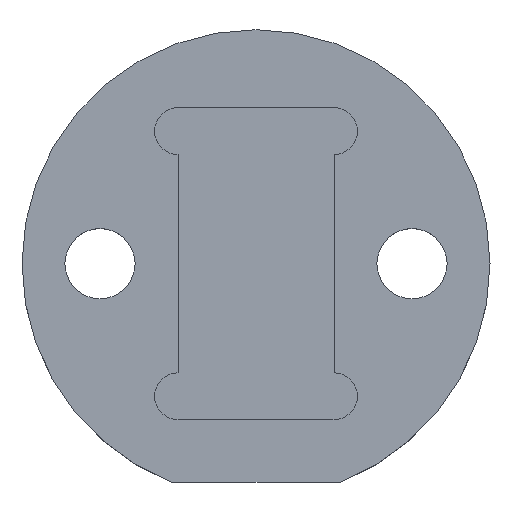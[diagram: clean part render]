
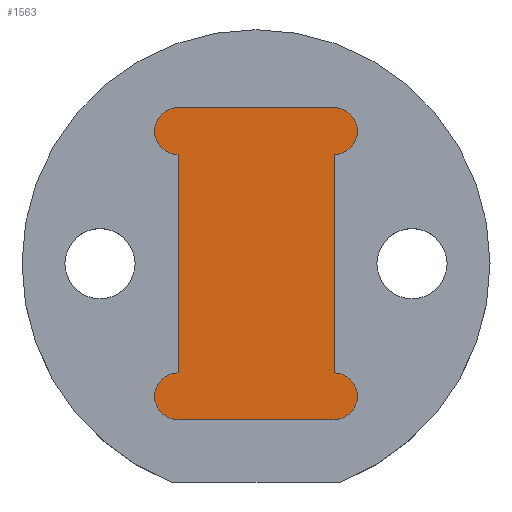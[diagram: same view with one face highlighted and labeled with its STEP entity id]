
A CAD part, top view. The second image highlights one B-rep face of the part: STEP entity #1563.
In plain terms, the highlighted planar face has unit normal (0, 0, 1).
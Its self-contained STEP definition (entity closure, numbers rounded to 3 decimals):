
#172 = DIRECTION ( 'NONE',  ( 0., 0., 1. ) ) ;
#229 = ORIENTED_EDGE ( 'NONE', *, *, #955, .T. ) ;
#261 = LINE ( 'NONE', #3246, #436 ) ;
#284 = DIRECTION ( 'NONE',  ( -1., 0., 0. ) ) ;
#293 = AXIS2_PLACEMENT_3D ( 'NONE', #2093, #3480, #738 ) ;
#346 = VERTEX_POINT ( 'NONE', #1224 ) ;
#429 = VERTEX_POINT ( 'NONE', #750 ) ;
#436 = VECTOR ( 'NONE', #284, 1000. ) ;
#455 = CIRCLE ( 'NONE', #293, 1.5 ) ;
#473 = ORIENTED_EDGE ( 'NONE', *, *, #3350, .T. ) ;
#476 = CIRCLE ( 'NONE', #3407, 1.5 ) ;
#477 = DIRECTION ( 'NONE',  ( 1., 0., 0. ) ) ;
#478 = DIRECTION ( 'NONE',  ( 1., 0., 0. ) ) ;
#501 = CARTESIAN_POINT ( 'NONE',  ( -4.166, 2.738, 8. ) ) ;
#507 = AXIS2_PLACEMENT_3D ( 'NONE', #2745, #2216, #3297 ) ;
#564 = VERTEX_POINT ( 'NONE', #2448 ) ;
#575 = EDGE_CURVE ( 'NONE', #2470, #2509, #261, .T. ) ;
#684 = EDGE_CURVE ( 'NONE', #744, #429, #1586, .T. ) ;
#715 = CARTESIAN_POINT ( 'NONE',  ( 5.834, 4.238, 8. ) ) ;
#738 = DIRECTION ( 'NONE',  ( 1., 0., 0. ) ) ;
#744 = VERTEX_POINT ( 'NONE', #3026 ) ;
#750 = CARTESIAN_POINT ( 'NONE',  ( 7.334, 4.238, 8. ) ) ;
#752 = CARTESIAN_POINT ( 'NONE',  ( -4.166, 4.238, 8. ) ) ;
#780 = ORIENTED_EDGE ( 'NONE', *, *, #3281, .T. ) ;
#822 = AXIS2_PLACEMENT_3D ( 'NONE', #3208, #2063, #477 ) ;
#890 = CARTESIAN_POINT ( 'NONE',  ( -4.166, 5.738, 8. ) ) ;
#955 = EDGE_CURVE ( 'NONE', #564, #1790, #3106, .T. ) ;
#973 = VECTOR ( 'NONE', #2393, 1000. ) ;
#987 = ORIENTED_EDGE ( 'NONE', *, *, #684, .T. ) ;
#1028 = CARTESIAN_POINT ( 'NONE',  ( 5.834, -11.262, 8. ) ) ;
#1143 = CARTESIAN_POINT ( 'NONE',  ( 5.834, -12.762, 8. ) ) ;
#1154 = CARTESIAN_POINT ( 'NONE',  ( 5.834, 5.738, 8. ) ) ;
#1209 = DIRECTION ( 'NONE',  ( 1., 0., 0. ) ) ;
#1224 = CARTESIAN_POINT ( 'NONE',  ( 7.334, -12.762, 8. ) ) ;
#1301 = VERTEX_POINT ( 'NONE', #1946 ) ;
#1325 = VERTEX_POINT ( 'NONE', #3360 ) ;
#1516 = PLANE ( 'NONE',  #822 ) ;
#1517 = CARTESIAN_POINT ( 'NONE',  ( -4.166, -12.762, 8. ) ) ;
#1540 = CARTESIAN_POINT ( 'NONE',  ( -4.166, -14.262, 8. ) ) ;
#1563 = ADVANCED_FACE ( 'NONE', ( #3416 ), #1516, .T. ) ;
#1586 = CIRCLE ( 'NONE', #507, 1.5 ) ;
#1600 = VECTOR ( 'NONE', #2237, 1000. ) ;
#1760 = DIRECTION ( 'NONE',  ( 0., 0., 1. ) ) ;
#1790 = VERTEX_POINT ( 'NONE', #2224 ) ;
#1865 = AXIS2_PLACEMENT_3D ( 'NONE', #715, #1760, #2048 ) ;
#1915 = EDGE_LOOP ( 'NONE', ( #2616, #3070, #780, #229, #473, #3162, #2725, #987, #2700, #3160 ) ) ;
#1938 = DIRECTION ( 'NONE',  ( 0., 0., 1. ) ) ;
#1946 = CARTESIAN_POINT ( 'NONE',  ( 5.834, -11.262, 8. ) ) ;
#2001 = EDGE_CURVE ( 'NONE', #429, #2470, #3322, .T. ) ;
#2048 = DIRECTION ( 'NONE',  ( 1., 0., 0. ) ) ;
#2063 = DIRECTION ( 'NONE',  ( 0., 0., 1. ) ) ;
#2093 = CARTESIAN_POINT ( 'NONE',  ( 5.834, -12.762, 8. ) ) ;
#2119 = EDGE_CURVE ( 'NONE', #2509, #2215, #476, .T. ) ;
#2215 = VERTEX_POINT ( 'NONE', #501 ) ;
#2216 = DIRECTION ( 'NONE',  ( 0., 0., 1. ) ) ;
#2224 = CARTESIAN_POINT ( 'NONE',  ( 5.834, -14.262, 8. ) ) ;
#2237 = DIRECTION ( 'NONE',  ( 0., -1., 0. ) ) ;
#2243 = LINE ( 'NONE', #2494, #1600 ) ;
#2264 = EDGE_CURVE ( 'NONE', #1301, #744, #2379, .T. ) ;
#2352 = DIRECTION ( 'NONE',  ( 1., 0., 0. ) ) ;
#2379 = LINE ( 'NONE', #1028, #973 ) ;
#2393 = DIRECTION ( 'NONE',  ( 0., 1., 0. ) ) ;
#2440 = AXIS2_PLACEMENT_3D ( 'NONE', #1143, #1938, #1209 ) ;
#2448 = CARTESIAN_POINT ( 'NONE',  ( -4.166, -14.262, 8. ) ) ;
#2470 = VERTEX_POINT ( 'NONE', #1154 ) ;
#2494 = CARTESIAN_POINT ( 'NONE',  ( -4.166, 2.738, 8. ) ) ;
#2509 = VERTEX_POINT ( 'NONE', #890 ) ;
#2616 = ORIENTED_EDGE ( 'NONE', *, *, #2119, .T. ) ;
#2700 = ORIENTED_EDGE ( 'NONE', *, *, #2001, .T. ) ;
#2725 = ORIENTED_EDGE ( 'NONE', *, *, #2264, .T. ) ;
#2745 = CARTESIAN_POINT ( 'NONE',  ( 5.834, 4.238, 8. ) ) ;
#2835 = DIRECTION ( 'NONE',  ( 1., 0., 0. ) ) ;
#2842 = VECTOR ( 'NONE', #2352, 1000. ) ;
#2880 = CIRCLE ( 'NONE', #2440, 1.5 ) ;
#2908 = DIRECTION ( 'NONE',  ( 0., 0., 1. ) ) ;
#2938 = AXIS2_PLACEMENT_3D ( 'NONE', #1517, #2908, #478 ) ;
#2945 = EDGE_CURVE ( 'NONE', #2215, #1325, #2243, .T. ) ;
#3026 = CARTESIAN_POINT ( 'NONE',  ( 5.834, 2.738, 8. ) ) ;
#3070 = ORIENTED_EDGE ( 'NONE', *, *, #2945, .T. ) ;
#3092 = EDGE_CURVE ( 'NONE', #346, #1301, #2880, .T. ) ;
#3093 = CIRCLE ( 'NONE', #2938, 1.5 ) ;
#3106 = LINE ( 'NONE', #1540, #2842 ) ;
#3160 = ORIENTED_EDGE ( 'NONE', *, *, #575, .T. ) ;
#3162 = ORIENTED_EDGE ( 'NONE', *, *, #3092, .T. ) ;
#3208 = CARTESIAN_POINT ( 'NONE',  ( -4.166, 4.238, 8. ) ) ;
#3246 = CARTESIAN_POINT ( 'NONE',  ( 5.834, 5.738, 8. ) ) ;
#3281 = EDGE_CURVE ( 'NONE', #1325, #564, #3093, .T. ) ;
#3297 = DIRECTION ( 'NONE',  ( 1., 0., 0. ) ) ;
#3322 = CIRCLE ( 'NONE', #1865, 1.5 ) ;
#3350 = EDGE_CURVE ( 'NONE', #1790, #346, #455, .T. ) ;
#3360 = CARTESIAN_POINT ( 'NONE',  ( -4.166, -11.262, 8. ) ) ;
#3407 = AXIS2_PLACEMENT_3D ( 'NONE', #752, #172, #2835 ) ;
#3416 = FACE_OUTER_BOUND ( 'NONE', #1915, .T. ) ;
#3480 = DIRECTION ( 'NONE',  ( 0., 0., 1. ) ) ;
